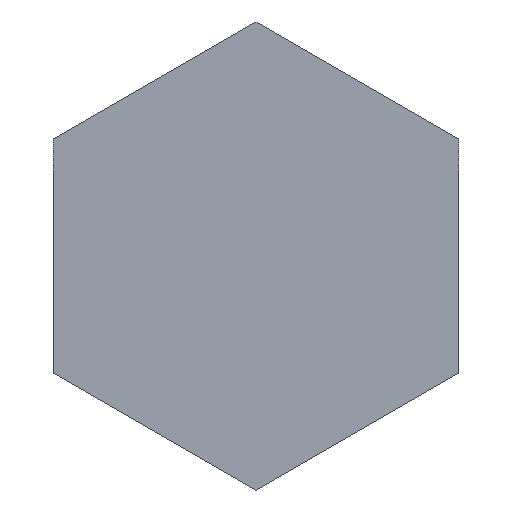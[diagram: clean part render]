
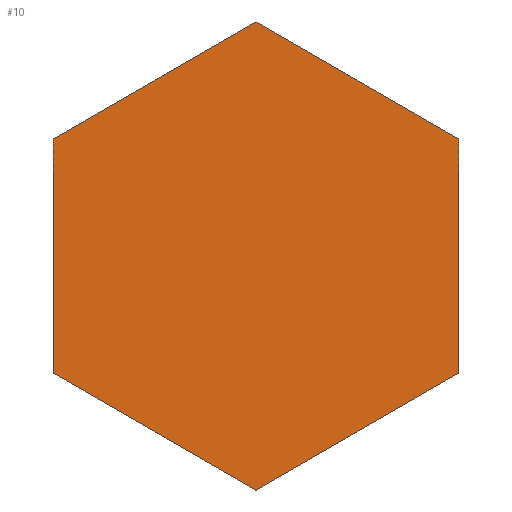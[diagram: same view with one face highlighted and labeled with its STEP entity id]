
A CAD part, left-side view. The second image highlights one B-rep face of the part: STEP entity #10.
In plain terms, the highlighted planar face has unit normal (-1, 0, 0).
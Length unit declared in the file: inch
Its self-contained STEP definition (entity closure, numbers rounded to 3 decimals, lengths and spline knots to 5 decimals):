
#8 = LINE ( 'NONE', #90, #96 ) ;
#10 = ADVANCED_FACE ( 'NONE', ( #183 ), #81, .T. ) ;
#12 = CARTESIAN_POINT ( 'NONE',  ( 0., 0.25, -0.14434 ) ) ;
#14 = AXIS2_PLACEMENT_3D ( 'NONE', #162, #125, #238 ) ;
#19 = VECTOR ( 'NONE', #219, 39.37008 ) ;
#20 = LINE ( 'NONE', #221, #56 ) ;
#27 = LINE ( 'NONE', #94, #224 ) ;
#36 = ORIENTED_EDGE ( 'NONE', *, *, #84, .T. ) ;
#56 = VECTOR ( 'NONE', #65, 39.37008 ) ;
#59 = EDGE_CURVE ( 'NONE', #197, #142, #20, .T. ) ;
#65 = DIRECTION ( 'NONE',  ( 0., 0.866, 0.5 ) ) ;
#76 = ORIENTED_EDGE ( 'NONE', *, *, #134, .T. ) ;
#78 = ORIENTED_EDGE ( 'NONE', *, *, #59, .T. ) ;
#81 = PLANE ( 'NONE',  #14 ) ;
#84 = EDGE_CURVE ( 'NONE', #142, #158, #182, .T. ) ;
#90 = CARTESIAN_POINT ( 'NONE',  ( 0., 0., -0.28868 ) ) ;
#94 = CARTESIAN_POINT ( 'NONE',  ( 0., 0.25, 0.14434 ) ) ;
#95 = ORIENTED_EDGE ( 'NONE', *, *, #257, .T. ) ;
#96 = VECTOR ( 'NONE', #171, 39.37008 ) ;
#98 = CARTESIAN_POINT ( 'NONE',  ( 0., -0.25, -0.14434 ) ) ;
#109 = CARTESIAN_POINT ( 'NONE',  ( 0., 0.25, 0.14434 ) ) ;
#111 = DIRECTION ( 'NONE',  ( 0., -0.866, -0.5 ) ) ;
#114 = ORIENTED_EDGE ( 'NONE', *, *, #210, .T. ) ;
#118 = EDGE_LOOP ( 'NONE', ( #36, #76, #114, #121, #95, #78 ) ) ;
#121 = ORIENTED_EDGE ( 'NONE', *, *, #131, .T. ) ;
#125 = DIRECTION ( 'NONE',  ( -1., 0., 0. ) ) ;
#131 = EDGE_CURVE ( 'NONE', #256, #258, #8, .T. ) ;
#134 = EDGE_CURVE ( 'NONE', #158, #139, #27, .T. ) ;
#137 = CARTESIAN_POINT ( 'NONE',  ( 0., 0., -0.28868 ) ) ;
#139 = VERTEX_POINT ( 'NONE', #227 ) ;
#142 = VERTEX_POINT ( 'NONE', #203 ) ;
#149 = DIRECTION ( 'NONE',  ( 0., 0., -1. ) ) ;
#150 = VECTOR ( 'NONE', #177, 39.37008 ) ;
#151 = LINE ( 'NONE', #12, #215 ) ;
#158 = VERTEX_POINT ( 'NONE', #109 ) ;
#162 = CARTESIAN_POINT ( 'NONE',  ( 0., 0., 0. ) ) ;
#171 = DIRECTION ( 'NONE',  ( 0., -0.866, 0.5 ) ) ;
#172 = CARTESIAN_POINT ( 'NONE',  ( 0., -0.25, 0.14434 ) ) ;
#177 = DIRECTION ( 'NONE',  ( 0., 0., 1. ) ) ;
#182 = LINE ( 'NONE', #223, #19 ) ;
#183 = FACE_OUTER_BOUND ( 'NONE', #118, .T. ) ;
#192 = LINE ( 'NONE', #98, #150 ) ;
#197 = VERTEX_POINT ( 'NONE', #172 ) ;
#203 = CARTESIAN_POINT ( 'NONE',  ( 0., 0., 0.28868 ) ) ;
#210 = EDGE_CURVE ( 'NONE', #139, #256, #151, .T. ) ;
#215 = VECTOR ( 'NONE', #111, 39.37008 ) ;
#219 = DIRECTION ( 'NONE',  ( 0., 0.866, -0.5 ) ) ;
#221 = CARTESIAN_POINT ( 'NONE',  ( 0., -0.25, 0.14434 ) ) ;
#223 = CARTESIAN_POINT ( 'NONE',  ( 0., 0., 0.28868 ) ) ;
#224 = VECTOR ( 'NONE', #149, 39.37008 ) ;
#227 = CARTESIAN_POINT ( 'NONE',  ( 0., 0.25, -0.14434 ) ) ;
#238 = DIRECTION ( 'NONE',  ( 0., 0., 1. ) ) ;
#254 = CARTESIAN_POINT ( 'NONE',  ( 0., -0.25, -0.14434 ) ) ;
#256 = VERTEX_POINT ( 'NONE', #137 ) ;
#257 = EDGE_CURVE ( 'NONE', #258, #197, #192, .T. ) ;
#258 = VERTEX_POINT ( 'NONE', #254 ) ;
